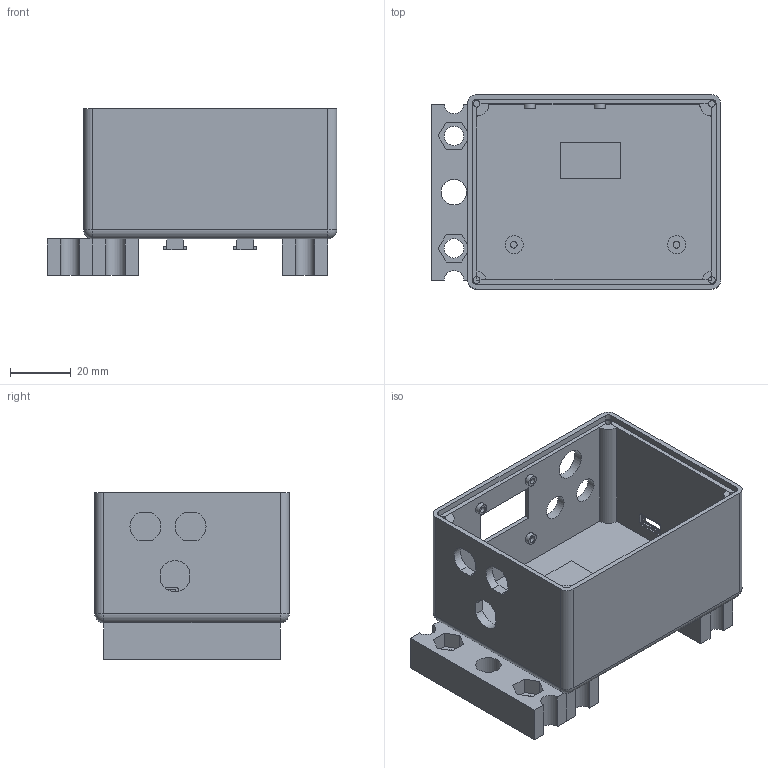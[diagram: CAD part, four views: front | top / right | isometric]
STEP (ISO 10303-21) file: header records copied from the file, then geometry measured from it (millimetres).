
FILE_DESCRIPTION(('FreeCAD Model'),'2;1');
FILE_NAME('Open CASCADE Shape Model','2024-03-28T10:01:05',(''),(''), 'Open CASCADE STEP processor 7.6','FreeCAD','Unknown');
FILE_SCHEMA(('AUTOMOTIVE_DESIGN { 1 0 10303 214 1 1 1 1 }'));
Length unit declared in the file: millimetre
Products named in the file (1): Pocket042
Bounding box: 95.62 x 64.17 x 55 mm (x, y, z)
Volume: 72968.8 mm3; surface area: 42820.9 mm2
Topology: 1 solids, 1 shells, 287 faces, 697 edges, 429 vertices
Faces by surface type: plane 207, cylinder 72, cone 4, sphere 4
Full cylindrical faces by diameter (mm): 2 x4, 2.2 x6, 3.6 x4, 6 x2, 6.4 x6, 8.2 x2, 8.4 x3, 10.2 x1
Entity records: 8342 total; most frequent: DIRECTION 1450, CARTESIAN_POINT 1414, ORIENTED_EDGE 1394, EDGE_CURVE 697, LINE 520, VECTOR 520, AXIS2_PLACEMENT_3D 465, VERTEX_POINT 429
